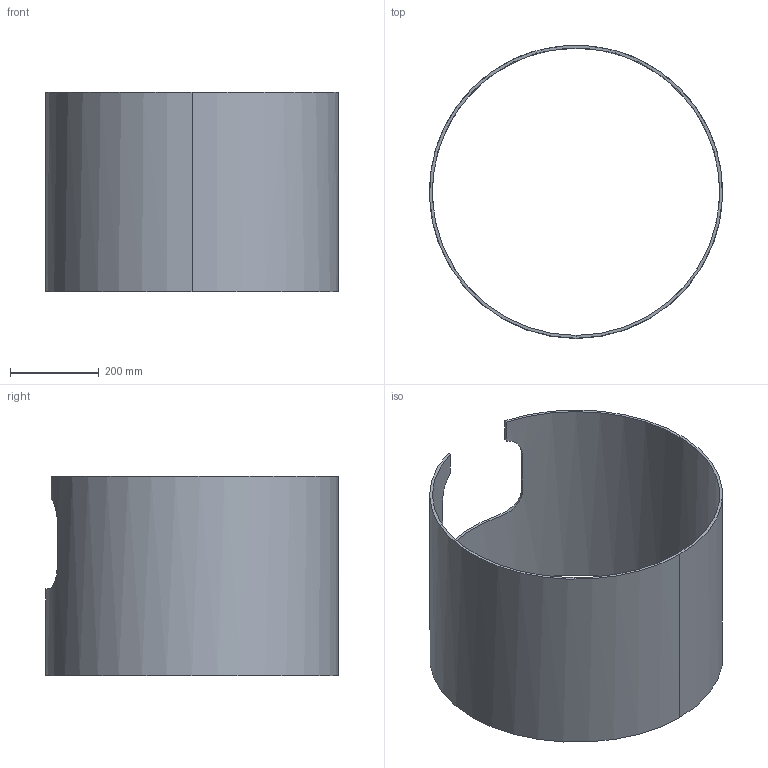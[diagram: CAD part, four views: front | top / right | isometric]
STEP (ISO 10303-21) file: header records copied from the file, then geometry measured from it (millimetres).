
FILE_DESCRIPTION (( 'STEP AP203' ), '1' );
FILE_NAME ('SSA-800.STEP', '2021-03-16T17:06:41', ( '' ), ( '' ), 'SwSTEP 2.0', 'SolidWorks 2021', '' );
FILE_SCHEMA (( 'CONFIG_CONTROL_DESIGN' ));
Length unit declared in the file: inch
Products named in the file (1): SSA-800
Bounding box: 660.4 x 660.4 x 449.99 mm (x, y, z)
Volume: 5485460.6 mm3; surface area: 1763889.3 mm2
Topology: 1 solids, 1 shells, 16 faces, 42 edges, 28 vertices
Faces by surface type: plane 10, bspline 4, cylinder 2
Full cylindrical faces by diameter (mm): 647.7 x1, 660.4 x1
Entity records: 1523 total; most frequent: CARTESIAN_POINT 1081, ORIENTED_EDGE 84, DIRECTION 60, EDGE_CURVE 42, VERTEX_POINT 28, AXIS2_PLACEMENT_3D 21, VECTOR 18, LINE 18
